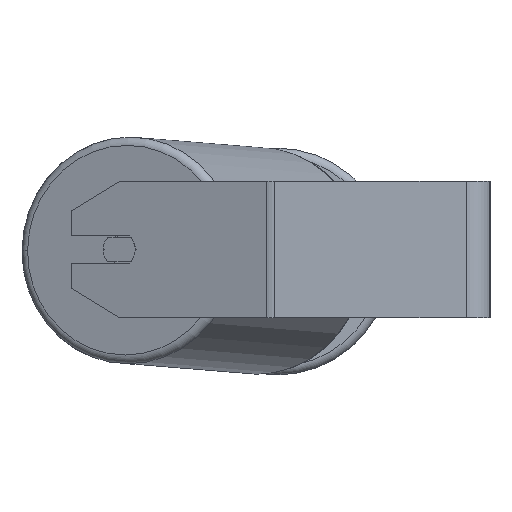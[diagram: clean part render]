
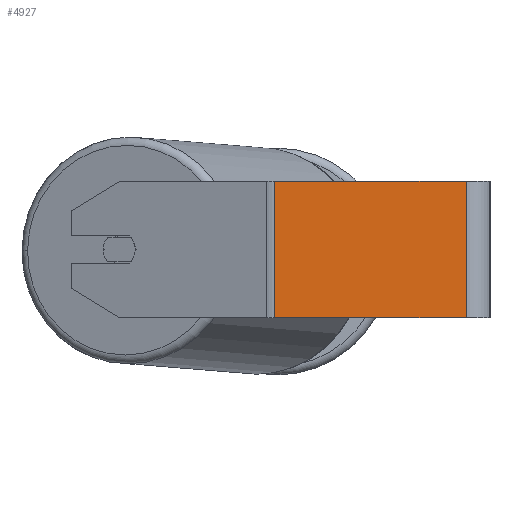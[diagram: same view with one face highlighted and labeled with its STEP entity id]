
A CAD part, left-side view. The second image highlights one B-rep face of the part: STEP entity #4927.
In plain terms, the highlighted planar face has unit normal (-1, 0, 0).
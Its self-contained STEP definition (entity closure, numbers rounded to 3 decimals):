
#132 = VECTOR ( 'NONE', #7427, 1000. ) ;
#163 = FACE_OUTER_BOUND ( 'NONE', #4569, .T. ) ;
#322 = EDGE_CURVE ( 'NONE', #2451, #2547, #7160, .T. ) ;
#483 = CARTESIAN_POINT ( 'NONE',  ( -410., 128.795, -40. ) ) ;
#1263 = ORIENTED_EDGE ( 'NONE', *, *, #322, .F. ) ;
#1446 = ORIENTED_EDGE ( 'NONE', *, *, #7397, .T. ) ;
#1463 = PLANE ( 'NONE',  #5523 ) ;
#1502 = DIRECTION ( 'NONE',  ( 0., 0., -1. ) ) ;
#2451 = VERTEX_POINT ( 'NONE', #2577 ) ;
#2547 = VERTEX_POINT ( 'NONE', #4202 ) ;
#2577 = CARTESIAN_POINT ( 'NONE',  ( -410., 126.327, 40. ) ) ;
#2646 = CARTESIAN_POINT ( 'NONE',  ( -410., 14., -40. ) ) ;
#3049 = CARTESIAN_POINT ( 'NONE',  ( -410., 126.327, -40. ) ) ;
#3082 = DIRECTION ( 'NONE',  ( 0., -1., 0. ) ) ;
#3392 = DIRECTION ( 'NONE',  ( 0., -1., 0. ) ) ;
#3651 = CARTESIAN_POINT ( 'NONE',  ( -410., 128.795, 40. ) ) ;
#3906 = ORIENTED_EDGE ( 'NONE', *, *, #5816, .T. ) ;
#3997 = CARTESIAN_POINT ( 'NONE',  ( -410., 126.327, 40. ) ) ;
#4202 = CARTESIAN_POINT ( 'NONE',  ( -410., 14., 40. ) ) ;
#4569 = EDGE_LOOP ( 'NONE', ( #3906, #6785, #1263, #1446 ) ) ;
#4803 = VECTOR ( 'NONE', #3392, 1000. ) ;
#4903 = DIRECTION ( 'NONE',  ( 1., 0., 0. ) ) ;
#4927 = ADVANCED_FACE ( 'NONE', ( #163 ), #1463, .F. ) ;
#4972 = VECTOR ( 'NONE', #3082, 1000. ) ;
#5206 = CARTESIAN_POINT ( 'NONE',  ( -410., 128.795, 40. ) ) ;
#5240 = LINE ( 'NONE', #3997, #7655 ) ;
#5442 = LINE ( 'NONE', #5482, #132 ) ;
#5482 = CARTESIAN_POINT ( 'NONE',  ( -410., 14., 40. ) ) ;
#5523 = AXIS2_PLACEMENT_3D ( 'NONE', #3651, #4903, #1502 ) ;
#5816 = EDGE_CURVE ( 'NONE', #6876, #7853, #6549, .T. ) ;
#5908 = EDGE_CURVE ( 'NONE', #2547, #7853, #5442, .T. ) ;
#6037 = DIRECTION ( 'NONE',  ( 0., 0., -1. ) ) ;
#6549 = LINE ( 'NONE', #483, #4803 ) ;
#6785 = ORIENTED_EDGE ( 'NONE', *, *, #5908, .F. ) ;
#6876 = VERTEX_POINT ( 'NONE', #3049 ) ;
#7160 = LINE ( 'NONE', #5206, #4972 ) ;
#7397 = EDGE_CURVE ( 'NONE', #2451, #6876, #5240, .T. ) ;
#7427 = DIRECTION ( 'NONE',  ( 0., 0., -1. ) ) ;
#7655 = VECTOR ( 'NONE', #6037, 1000. ) ;
#7853 = VERTEX_POINT ( 'NONE', #2646 ) ;
